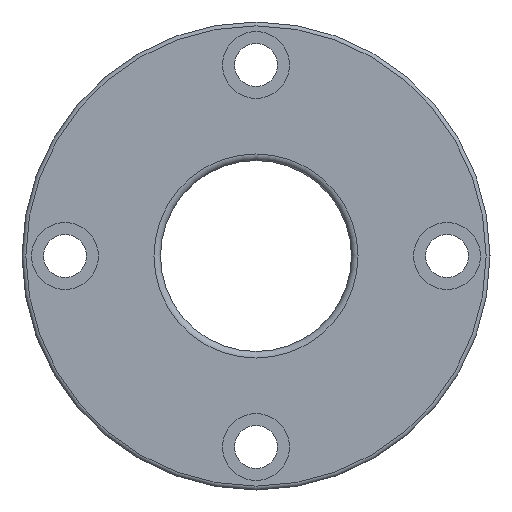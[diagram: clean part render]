
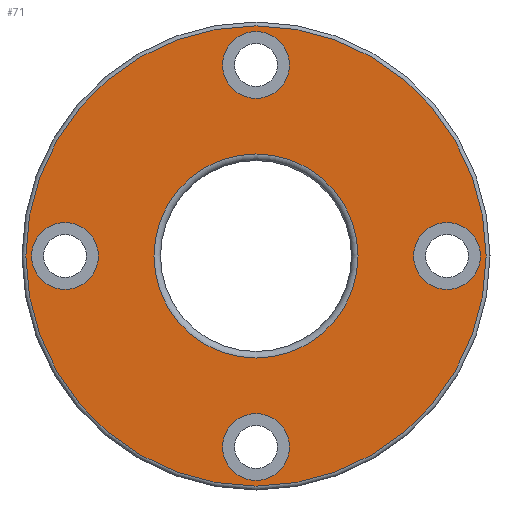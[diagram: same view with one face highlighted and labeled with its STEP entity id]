
A CAD part, left-side view. The second image highlights one B-rep face of the part: STEP entity #71.
In plain terms, the highlighted planar face has unit normal (-1, 0, 0).
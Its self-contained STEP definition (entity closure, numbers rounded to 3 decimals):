
#71 = ADVANCED_FACE( '', ( #158, #159, #160, #161, #162, #163 ), #164, .T. );
#158 = FACE_BOUND( '', #265, .T. );
#159 = FACE_BOUND( '', #266, .T. );
#160 = FACE_BOUND( '', #267, .T. );
#161 = FACE_OUTER_BOUND( '', #268, .T. );
#162 = FACE_BOUND( '', #269, .T. );
#163 = FACE_BOUND( '', #270, .T. );
#164 = PLANE( '', #271 );
#265 = EDGE_LOOP( '', ( #390 ) );
#266 = EDGE_LOOP( '', ( #391 ) );
#267 = EDGE_LOOP( '', ( #392 ) );
#268 = EDGE_LOOP( '', ( #393 ) );
#269 = EDGE_LOOP( '', ( #394 ) );
#270 = EDGE_LOOP( '', ( #395 ) );
#271 = AXIS2_PLACEMENT_3D( '', #396, #397, #398 );
#390 = ORIENTED_EDGE( '', *, *, #495, .T. );
#391 = ORIENTED_EDGE( '', *, *, #465, .T. );
#392 = ORIENTED_EDGE( '', *, *, #496, .T. );
#393 = ORIENTED_EDGE( '', *, *, #467, .F. );
#394 = ORIENTED_EDGE( '', *, *, #489, .T. );
#395 = ORIENTED_EDGE( '', *, *, #486, .T. );
#396 = CARTESIAN_POINT( '', ( 0., 48.188, 0. ) );
#397 = DIRECTION( '', ( -1., 0., 0. ) );
#398 = DIRECTION( '', ( 0., 0., 1. ) );
#465 = EDGE_CURVE( '', #516, #516, #517, .F. );
#467 = EDGE_CURVE( '', #519, #519, #520, .T. );
#486 = EDGE_CURVE( '', #550, #550, #551, .T. );
#489 = EDGE_CURVE( '', #555, #555, #556, .T. );
#495 = EDGE_CURVE( '', #564, #564, #565, .T. );
#496 = EDGE_CURVE( '', #566, #566, #567, .T. );
#516 = VERTEX_POINT( '', #593 );
#517 = CIRCLE( '', #594, 7. );
#519 = VERTEX_POINT( '', #596 );
#520 = CIRCLE( '', #597, 48.188 );
#550 = VERTEX_POINT( '', #627 );
#551 = CIRCLE( '', #628, 7. );
#555 = VERTEX_POINT( '', #632 );
#556 = CIRCLE( '', #633, 7. );
#564 = VERTEX_POINT( '', #641 );
#565 = CIRCLE( '', #642, 21.375 );
#566 = VERTEX_POINT( '', #643 );
#567 = CIRCLE( '', #644, 7. );
#593 = CARTESIAN_POINT( '', ( 0., 40., 7. ) );
#594 = AXIS2_PLACEMENT_3D( '', #670, #671, #672 );
#596 = CARTESIAN_POINT( '', ( 0., 0., -48.188 ) );
#597 = AXIS2_PLACEMENT_3D( '', #673, #674, #675 );
#627 = CARTESIAN_POINT( '', ( 0., 0., 33. ) );
#628 = AXIS2_PLACEMENT_3D( '', #709, #710, #711 );
#632 = CARTESIAN_POINT( '', ( 0., -40., -7. ) );
#633 = AXIS2_PLACEMENT_3D( '', #715, #716, #717 );
#641 = CARTESIAN_POINT( '', ( 0., 0., -21.375 ) );
#642 = AXIS2_PLACEMENT_3D( '', #724, #725, #726 );
#643 = CARTESIAN_POINT( '', ( 0., 0., -47. ) );
#644 = AXIS2_PLACEMENT_3D( '', #727, #728, #729 );
#670 = CARTESIAN_POINT( '', ( 0., 40., 0. ) );
#671 = DIRECTION( '', ( -1., 0., 0. ) );
#672 = DIRECTION( '', ( 0., 0., 1. ) );
#673 = CARTESIAN_POINT( '', ( 0., 0., 0. ) );
#674 = DIRECTION( '', ( 1., 0., 0. ) );
#675 = DIRECTION( '', ( 0., 0., -1. ) );
#709 = CARTESIAN_POINT( '', ( 0., 0., 40. ) );
#710 = DIRECTION( '', ( 1., 0., 0. ) );
#711 = DIRECTION( '', ( 0., 0., -1. ) );
#715 = CARTESIAN_POINT( '', ( 0., -40., 0. ) );
#716 = DIRECTION( '', ( 1., 0., 0. ) );
#717 = DIRECTION( '', ( 0., 0., -1. ) );
#724 = CARTESIAN_POINT( '', ( 0., 0., 0. ) );
#725 = DIRECTION( '', ( 1., 0., 0. ) );
#726 = DIRECTION( '', ( 0., 0., -1. ) );
#727 = CARTESIAN_POINT( '', ( 0., 0., -40. ) );
#728 = DIRECTION( '', ( 1., 0., 0. ) );
#729 = DIRECTION( '', ( 0., 0., -1. ) );
